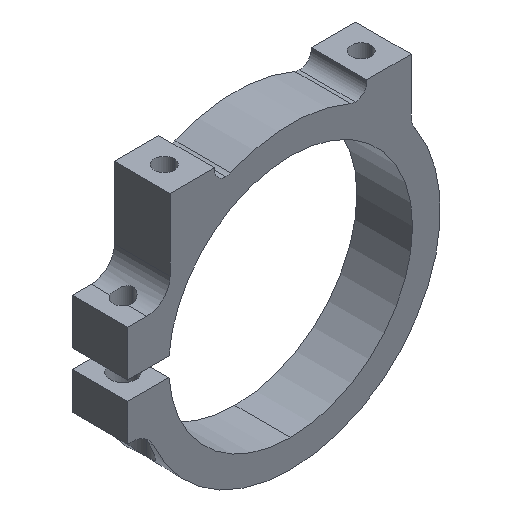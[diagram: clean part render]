
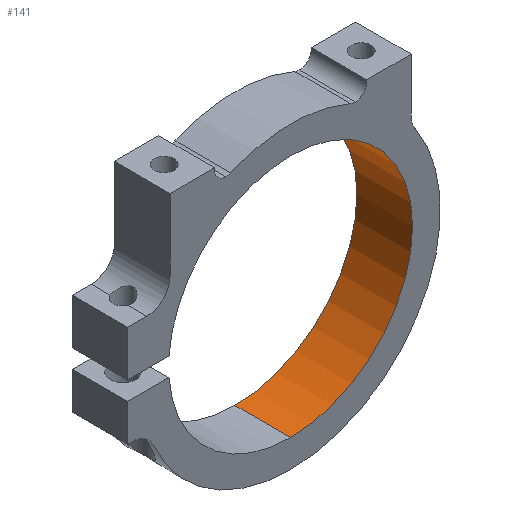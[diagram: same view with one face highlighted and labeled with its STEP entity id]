
A CAD part, isometric view. The second image highlights one B-rep face of the part: STEP entity #141.
In plain terms, the highlighted cylindrical face has radius 16.701 mm (diameter 33.401 mm), a partial arc.
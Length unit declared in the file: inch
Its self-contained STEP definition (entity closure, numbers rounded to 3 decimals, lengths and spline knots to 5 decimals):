
#44 = ORIENTED_EDGE ( 'NONE', *, *, #544, .F. ) ;
#54 = EDGE_CURVE ( 'NONE', #1308, #172, #124, .T. ) ;
#89 = CIRCLE ( 'NONE', #630, 0.6575 ) ;
#103 = VERTEX_POINT ( 'NONE', #1290 ) ;
#107 = CARTESIAN_POINT ( 'NONE',  ( 0., 0.3, -0.6575 ) ) ;
#124 = LINE ( 'NONE', #107, #185 ) ;
#129 = CARTESIAN_POINT ( 'NONE',  ( 0., 0., 0.6575 ) ) ;
#141 = ADVANCED_FACE ( 'NONE', ( #631 ), #357, .F. ) ;
#172 = VERTEX_POINT ( 'NONE', #976 ) ;
#185 = VECTOR ( 'NONE', #827, 39.37008 ) ;
#310 = CARTESIAN_POINT ( 'NONE',  ( 0., 0.3, 0. ) ) ;
#357 = CYLINDRICAL_SURFACE ( 'NONE', #1212, 0.6575 ) ;
#365 = DIRECTION ( 'NONE',  ( 0., 1., 0. ) ) ;
#367 = CARTESIAN_POINT ( 'NONE',  ( 0., 0., 0. ) ) ;
#483 = CARTESIAN_POINT ( 'NONE',  ( 0., 0.3, 0. ) ) ;
#487 = DIRECTION ( 'NONE',  ( 0., 0., 1. ) ) ;
#543 = ORIENTED_EDGE ( 'NONE', *, *, #925, .F. ) ;
#544 = EDGE_CURVE ( 'NONE', #103, #962, #1166, .T. ) ;
#580 = DIRECTION ( 'NONE',  ( 0., 0., -1. ) ) ;
#630 = AXIS2_PLACEMENT_3D ( 'NONE', #367, #1191, #487 ) ;
#631 = FACE_OUTER_BOUND ( 'NONE', #1481, .T. ) ;
#710 = EDGE_CURVE ( 'NONE', #103, #1308, #1298, .T. ) ;
#742 = AXIS2_PLACEMENT_3D ( 'NONE', #310, #365, #1147 ) ;
#751 = ORIENTED_EDGE ( 'NONE', *, *, #710, .T. ) ;
#789 = CARTESIAN_POINT ( 'NONE',  ( 0., 0.3, -0.6575 ) ) ;
#827 = DIRECTION ( 'NONE',  ( 0., -1., 0. ) ) ;
#851 = VECTOR ( 'NONE', #935, 39.37008 ) ;
#925 = EDGE_CURVE ( 'NONE', #962, #172, #89, .T. ) ;
#935 = DIRECTION ( 'NONE',  ( 0., -1., 0. ) ) ;
#962 = VERTEX_POINT ( 'NONE', #129 ) ;
#976 = CARTESIAN_POINT ( 'NONE',  ( 0., 0., -0.6575 ) ) ;
#1147 = DIRECTION ( 'NONE',  ( 0., 0., 1. ) ) ;
#1166 = LINE ( 'NONE', #1416, #851 ) ;
#1191 = DIRECTION ( 'NONE',  ( 0., 1., 0. ) ) ;
#1212 = AXIS2_PLACEMENT_3D ( 'NONE', #483, #1440, #580 ) ;
#1290 = CARTESIAN_POINT ( 'NONE',  ( 0., 0.3, 0.6575 ) ) ;
#1298 = CIRCLE ( 'NONE', #742, 0.6575 ) ;
#1308 = VERTEX_POINT ( 'NONE', #789 ) ;
#1416 = CARTESIAN_POINT ( 'NONE',  ( 0., 0.3, 0.6575 ) ) ;
#1440 = DIRECTION ( 'NONE',  ( 0., -1., 0. ) ) ;
#1445 = ORIENTED_EDGE ( 'NONE', *, *, #54, .T. ) ;
#1481 = EDGE_LOOP ( 'NONE', ( #44, #751, #1445, #543 ) ) ;
